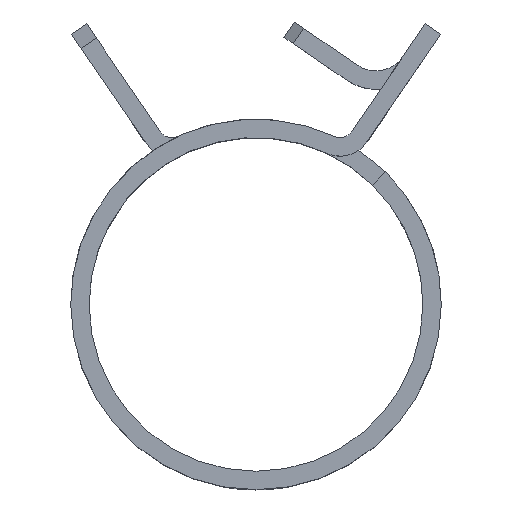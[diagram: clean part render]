
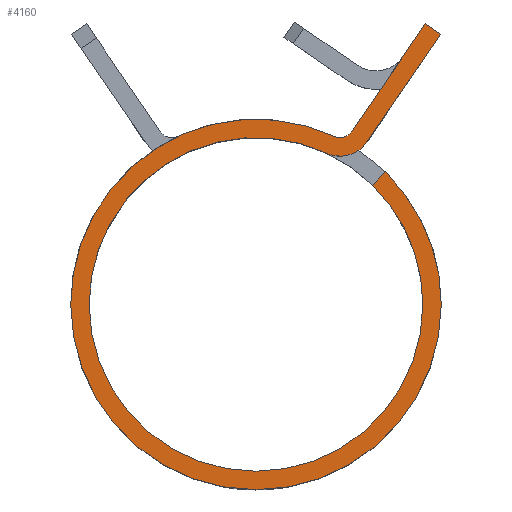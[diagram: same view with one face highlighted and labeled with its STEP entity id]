
A CAD part, top view. The second image highlights one B-rep face of the part: STEP entity #4160.
In plain terms, the highlighted planar face has unit normal (0, 0, 1).
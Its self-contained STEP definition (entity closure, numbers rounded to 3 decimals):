
#10 = CIRCLE ( 'NONE', #5970, 13.05 ) ;
#110 = AXIS2_PLACEMENT_3D ( 'NONE', #1990, #4427, #4867 ) ;
#201 = DIRECTION ( 'NONE',  ( 0., 0., -1. ) ) ;
#317 = CIRCLE ( 'NONE', #4178, 11.75 ) ;
#491 = CARTESIAN_POINT ( 'NONE',  ( -11.75, 0., 6. ) ) ;
#527 = DIRECTION ( 'NONE',  ( -1., 0., 0. ) ) ;
#616 = ORIENTED_EDGE ( 'NONE', *, *, #6154, .F. ) ;
#943 = VERTEX_POINT ( 'NONE', #2056 ) ;
#1104 = CIRCLE ( 'NONE', #6066, 2.3 ) ;
#1118 = CIRCLE ( 'NONE', #5293, 11.75 ) ;
#1121 = AXIS2_PLACEMENT_3D ( 'NONE', #3502, #1995, #3958 ) ;
#1135 = EDGE_CURVE ( 'NONE', #2862, #943, #3734, .T. ) ;
#1166 = DIRECTION ( 'NONE',  ( 0., 0., 1. ) ) ;
#1174 = LINE ( 'NONE', #3186, #2172 ) ;
#1180 = DIRECTION ( 'NONE',  ( -0.564, -0.826, 0. ) ) ;
#1234 = CARTESIAN_POINT ( 'NONE',  ( 4.949, 10.657, 6. ) ) ;
#1263 = EDGE_CURVE ( 'NONE', #2743, #5345, #2879, .T. ) ;
#1290 = VECTOR ( 'NONE', #1180, 1000. ) ;
#1385 = EDGE_CURVE ( 'NONE', #943, #5058, #4988, .T. ) ;
#1527 = CARTESIAN_POINT ( 'NONE',  ( 6.744, 12.179, 6. ) ) ;
#1740 = EDGE_CURVE ( 'NONE', #5058, #1774, #1104, .T. ) ;
#1774 = VERTEX_POINT ( 'NONE', #1234 ) ;
#1843 = EDGE_CURVE ( 'NONE', #5960, #2743, #10, .T. ) ;
#1990 = CARTESIAN_POINT ( 'NONE',  ( 0., 0., 6. ) ) ;
#1995 = DIRECTION ( 'NONE',  ( 0., 0., 1. ) ) ;
#2056 = CARTESIAN_POINT ( 'NONE',  ( 13., 19.034, 6. ) ) ;
#2104 = CIRCLE ( 'NONE', #3516, 13.05 ) ;
#2172 = VECTOR ( 'NONE', #5095, 1000. ) ;
#2214 = ORIENTED_EDGE ( 'NONE', *, *, #1385, .F. ) ;
#2272 = CARTESIAN_POINT ( 'NONE',  ( 0., 0., 6. ) ) ;
#2291 = AXIS2_PLACEMENT_3D ( 'NONE', #2998, #201, #3998 ) ;
#2303 = ORIENTED_EDGE ( 'NONE', *, *, #1263, .T. ) ;
#2350 = DIRECTION ( 'NONE',  ( 0.826, -0.564, 0. ) ) ;
#2435 = ORIENTED_EDGE ( 'NONE', *, *, #1843, .T. ) ;
#2552 = DIRECTION ( 'NONE',  ( 1., 0., 0. ) ) ;
#2568 = CARTESIAN_POINT ( 'NONE',  ( 13., 19.034, 6. ) ) ;
#2595 = CARTESIAN_POINT ( 'NONE',  ( 0., 0., 6. ) ) ;
#2629 = EDGE_CURVE ( 'NONE', #5987, #4719, #317, .T. ) ;
#2743 = VERTEX_POINT ( 'NONE', #6118 ) ;
#2791 = CIRCLE ( 'NONE', #1121, 11.75 ) ;
#2862 = VERTEX_POINT ( 'NONE', #3819 ) ;
#2876 = DIRECTION ( 'NONE',  ( 1., 0., 0. ) ) ;
#2879 = CIRCLE ( 'NONE', #110, 13.05 ) ;
#2907 = EDGE_CURVE ( 'NONE', #5086, #5960, #2104, .T. ) ;
#2969 = CARTESIAN_POINT ( 'NONE',  ( 0., 0., 6. ) ) ;
#2998 = CARTESIAN_POINT ( 'NONE',  ( 5.918, 12.743, 6. ) ) ;
#3036 = EDGE_CURVE ( 'NONE', #4719, #3887, #1118, .T. ) ;
#3180 = CARTESIAN_POINT ( 'NONE',  ( 9.12, 9.335, 6. ) ) ;
#3186 = CARTESIAN_POINT ( 'NONE',  ( 8.211, 8.405, 6. ) ) ;
#3291 = EDGE_CURVE ( 'NONE', #5655, #5086, #3604, .T. ) ;
#3302 = EDGE_LOOP ( 'NONE', ( #3928, #2435, #2303, #616, #4573, #5681, #6116, #5231, #2214, #3624, #3403, #4433 ) ) ;
#3403 = ORIENTED_EDGE ( 'NONE', *, *, #4196, .T. ) ;
#3502 = CARTESIAN_POINT ( 'NONE',  ( 0., 0., 6. ) ) ;
#3516 = AXIS2_PLACEMENT_3D ( 'NONE', #4883, #4853, #2876 ) ;
#3519 = AXIS2_PLACEMENT_3D ( 'NONE', #2969, #1166, #2552 ) ;
#3568 = LINE ( 'NONE', #4499, #5101 ) ;
#3569 = EDGE_CURVE ( 'NONE', #1774, #5987, #2791, .T. ) ;
#3604 = CIRCLE ( 'NONE', #2291, 1. ) ;
#3624 = ORIENTED_EDGE ( 'NONE', *, *, #1135, .F. ) ;
#3734 = LINE ( 'NONE', #6098, #4080 ) ;
#3819 = CARTESIAN_POINT ( 'NONE',  ( 11.926, 19.767, 6. ) ) ;
#3821 = CARTESIAN_POINT ( 'NONE',  ( 7.817, 11.446, 6. ) ) ;
#3855 = CARTESIAN_POINT ( 'NONE',  ( 5.918, 12.743, 6. ) ) ;
#3887 = VERTEX_POINT ( 'NONE', #4978 ) ;
#3928 = ORIENTED_EDGE ( 'NONE', *, *, #2907, .T. ) ;
#3958 = DIRECTION ( 'NONE',  ( 1., 0., 0. ) ) ;
#3998 = DIRECTION ( 'NONE',  ( 1., 0., 0. ) ) ;
#4080 = VECTOR ( 'NONE', #2350, 1000. ) ;
#4160 = ADVANCED_FACE ( 'NONE', ( #5440 ), #5900, .T. ) ;
#4178 = AXIS2_PLACEMENT_3D ( 'NONE', #2595, #5966, #4983 ) ;
#4196 = EDGE_CURVE ( 'NONE', #2862, #5655, #3568, .T. ) ;
#4427 = DIRECTION ( 'NONE',  ( 0., 0., 1. ) ) ;
#4433 = ORIENTED_EDGE ( 'NONE', *, *, #3291, .T. ) ;
#4499 = CARTESIAN_POINT ( 'NONE',  ( 11.926, 19.767, 6. ) ) ;
#4540 = DIRECTION ( 'NONE',  ( 0., 0., 1. ) ) ;
#4573 = ORIENTED_EDGE ( 'NONE', *, *, #3036, .F. ) ;
#4719 = VERTEX_POINT ( 'NONE', #5727 ) ;
#4723 = CARTESIAN_POINT ( 'NONE',  ( 5.497, 11.836, 6. ) ) ;
#4795 = DIRECTION ( 'NONE',  ( 0., 0., -1. ) ) ;
#4853 = DIRECTION ( 'NONE',  ( 0., 0., 1. ) ) ;
#4867 = DIRECTION ( 'NONE',  ( 1., 0., 0. ) ) ;
#4878 = DIRECTION ( 'NONE',  ( 1., 0., 0. ) ) ;
#4883 = CARTESIAN_POINT ( 'NONE',  ( 0., 0., 6. ) ) ;
#4978 = CARTESIAN_POINT ( 'NONE',  ( 8.211, 8.405, 6. ) ) ;
#4983 = DIRECTION ( 'NONE',  ( 1., 0., 0. ) ) ;
#4988 = LINE ( 'NONE', #2568, #1290 ) ;
#5058 = VERTEX_POINT ( 'NONE', #3821 ) ;
#5086 = VERTEX_POINT ( 'NONE', #4723 ) ;
#5095 = DIRECTION ( 'NONE',  ( 0.699, 0.715, 0. ) ) ;
#5101 = VECTOR ( 'NONE', #5834, 1000. ) ;
#5231 = ORIENTED_EDGE ( 'NONE', *, *, #1740, .F. ) ;
#5251 = CARTESIAN_POINT ( 'NONE',  ( -13.05, 0., 6. ) ) ;
#5293 = AXIS2_PLACEMENT_3D ( 'NONE', #2272, #6079, #4878 ) ;
#5345 = VERTEX_POINT ( 'NONE', #3180 ) ;
#5440 = FACE_OUTER_BOUND ( 'NONE', #3302, .T. ) ;
#5448 = DIRECTION ( 'NONE',  ( 1., 0., 0. ) ) ;
#5655 = VERTEX_POINT ( 'NONE', #1527 ) ;
#5681 = ORIENTED_EDGE ( 'NONE', *, *, #2629, .F. ) ;
#5727 = CARTESIAN_POINT ( 'NONE',  ( 11.75, 0., 6. ) ) ;
#5834 = DIRECTION ( 'NONE',  ( -0.564, -0.826, 0. ) ) ;
#5876 = CARTESIAN_POINT ( 'NONE',  ( 0., 0., 6. ) ) ;
#5900 = PLANE ( 'NONE',  #3519 ) ;
#5960 = VERTEX_POINT ( 'NONE', #5251 ) ;
#5966 = DIRECTION ( 'NONE',  ( 0., 0., 1. ) ) ;
#5970 = AXIS2_PLACEMENT_3D ( 'NONE', #5876, #4540, #5448 ) ;
#5987 = VERTEX_POINT ( 'NONE', #491 ) ;
#6066 = AXIS2_PLACEMENT_3D ( 'NONE', #3855, #4795, #527 ) ;
#6079 = DIRECTION ( 'NONE',  ( 0., 0., 1. ) ) ;
#6098 = CARTESIAN_POINT ( 'NONE',  ( 11.926, 19.767, 6. ) ) ;
#6116 = ORIENTED_EDGE ( 'NONE', *, *, #3569, .F. ) ;
#6118 = CARTESIAN_POINT ( 'NONE',  ( 13.05, 0., 6. ) ) ;
#6154 = EDGE_CURVE ( 'NONE', #3887, #5345, #1174, .T. ) ;
